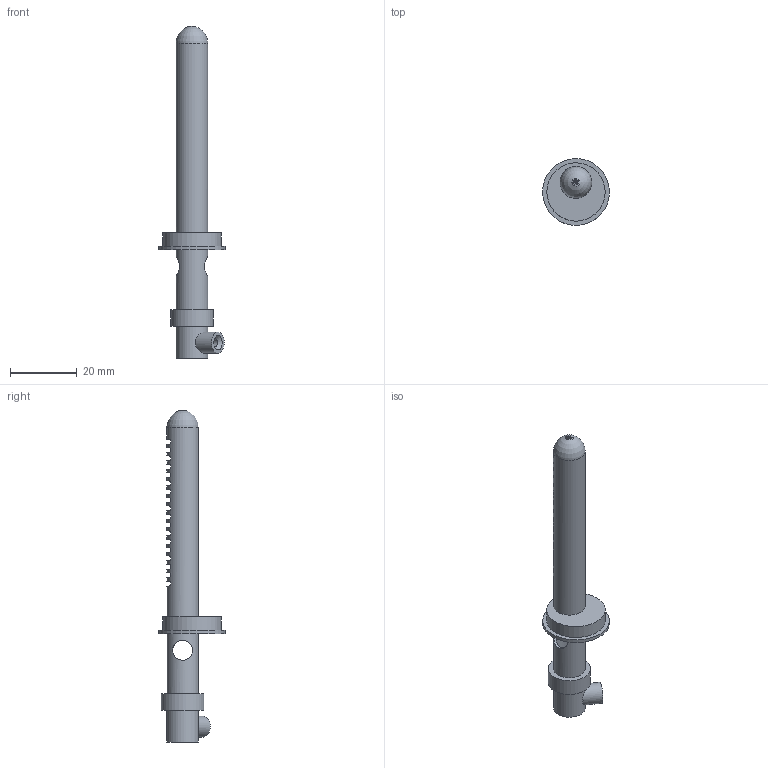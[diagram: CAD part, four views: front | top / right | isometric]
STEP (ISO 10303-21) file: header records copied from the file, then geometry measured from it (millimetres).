
FILE_DESCRIPTION(/* description */ ('ARM1G'),/* implementation_level */ '2;1');
FILE_NAME(/* name */ 'Burner Assembly',/* time_stamp */ '2020-05-03T12:05:16+01:00',/* author */ ('Keith Bucklitch'),/* organization */ ('G1MRA'),/* preprocessor_version */ 'ST-DEVELOPER v16.7',/* originating_system */ 'Solid Edge',/* authorisation */ 'Unknown');
FILE_SCHEMA (('AUTOMOTIVE_DESIGN {1 0 10303 214 3 1 1}'));
Length unit declared in the file: millimetre
Products named in the file (4): Burner Assembly; Jet Holder; Burner Holder; Burner Tube
Assembly tree (3 placements, depth 2):
  Burner Assembly
    Jet Holder
    Burner Holder
    Burner Tube
Bounding box: 20 x 20 x 99.52 mm (x, y, z)
Volume: 3640.1 mm3; surface area: 6869.7 mm2
Topology: 3 solids, 3 shells, 136 faces, 383 edges, 255 vertices
Faces by surface type: plane 85, cylinder 49, cone 1, torus 1
Full cylindrical faces by diameter (mm): 2.381 x1, 6 x2, 6.35 x1, 6.4 x1, 8 x2, 9.5 x3, 12.7 x1, 17.5 x1, 20 x1
Entity records: 4822 total; most frequent: CARTESIAN_POINT 1343, ORIENTED_EDGE 712, DIRECTION 652, EDGE_CURVE 356, AXIS2_PLACEMENT_3D 271, VERTEX_POINT 247, FACE_BOUND 201, EDGE_LOOP 200
